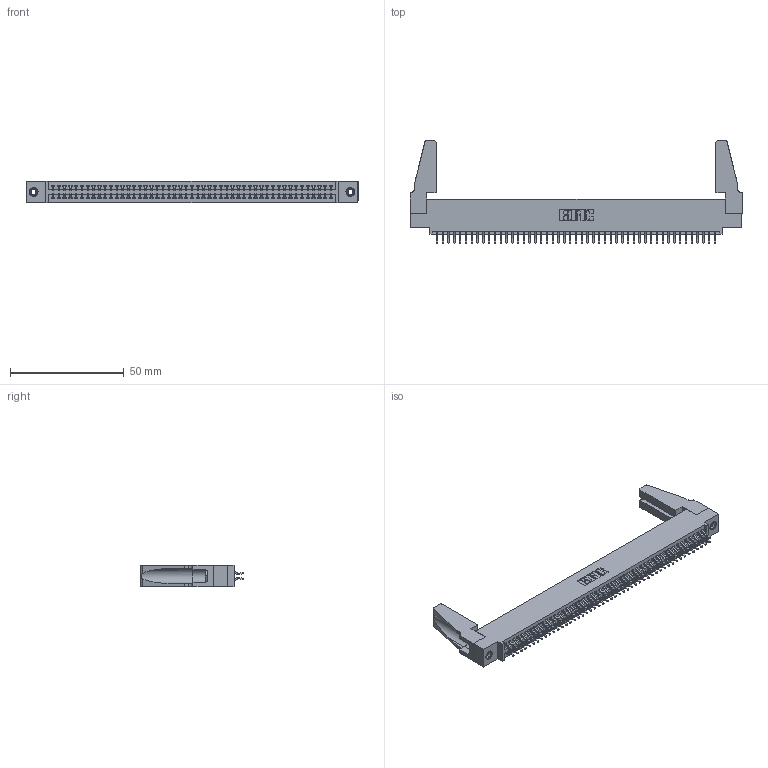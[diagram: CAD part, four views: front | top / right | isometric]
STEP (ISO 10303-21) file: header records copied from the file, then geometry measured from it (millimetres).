
FILE_DESCRIPTION (( 'STEP AP203' ), '1' );
FILE_NAME ('395-098-556-588.STEP', '2019-10-26T13:58:31', ( '' ), ( '' ), 'SwSTEP 2.0', 'SolidWorks 2016', '' );
FILE_SCHEMA (( 'CONFIG_CONTROL_DESIGN' ));
Length unit declared in the file: inch
Products named in the file (5): 395-098-556-588; 345 Part_0.110 Offset - 0.156 Dia-TH; 345-292-001_556 Tail; 345-250-001_345-250-001-102; 345-220-078_345-220-088
Assembly tree (103 placements, depth 2):
  395-098-556-588
    345 Part_0.110 Offset - 0.156 Dia-TH
    345-292-001_556 Tail  x98
    345-250-001_345-250-001-102  x2
    345-220-078_345-220-088  x2
Bounding box: 145.69 x 44.89 x 9.4 mm (x, y, z)
Volume: 17393.1 mm3; surface area: 24167 mm2
Topology: 103 solids, 103 shells, 5742 faces, 17033 edges, 11214 vertices
Faces by surface type: plane 3782, cylinder 1944, cone 12, torus 4
Entity records: 40004 total; most frequent: CARTESIAN_POINT 6710, ORIENTED_EDGE 6592, DIRECTION 5900, EDGE_CURVE 3296, LINE 2918, VECTOR 2918, VERTEX_POINT 2190, AXIS2_PLACEMENT_3D 1491
